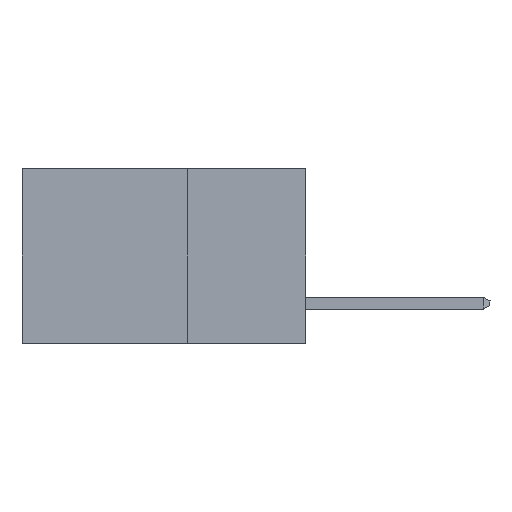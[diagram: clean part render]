
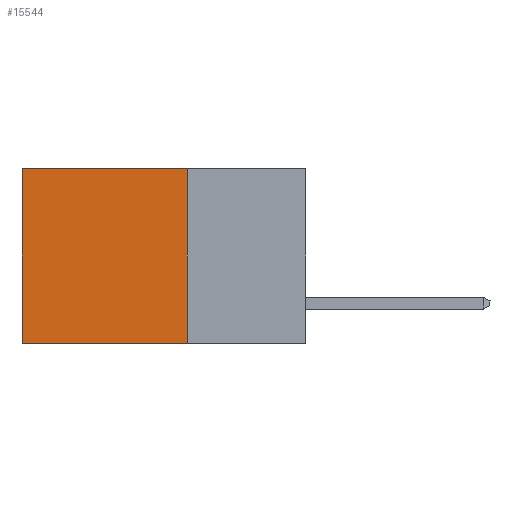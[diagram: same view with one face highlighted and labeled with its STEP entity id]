
A CAD part, left-side view. The second image highlights one B-rep face of the part: STEP entity #15544.
In plain terms, the highlighted planar face has unit normal (-1, 0, 0).
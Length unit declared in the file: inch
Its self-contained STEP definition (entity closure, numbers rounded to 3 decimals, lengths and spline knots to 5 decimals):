
#1225 = VECTOR ( 'NONE', #18110, 39.37008 ) ;
#1231 = VERTEX_POINT ( 'NONE', #10869 ) ;
#1469 = EDGE_CURVE ( 'NONE', #12810, #5547, #9205, .T. ) ;
#1695 = VECTOR ( 'NONE', #9528, 39.37008 ) ;
#2349 = CARTESIAN_POINT ( 'NONE',  ( 0.298, 0.6, 0. ) ) ;
#2853 = DIRECTION ( 'NONE',  ( 0., 0., -1. ) ) ;
#4055 = VECTOR ( 'NONE', #8887, 39.37008 ) ;
#4114 = FACE_OUTER_BOUND ( 'NONE', #12745, .T. ) ;
#4172 = ORIENTED_EDGE ( 'NONE', *, *, #6894, .F. ) ;
#4431 = CARTESIAN_POINT ( 'NONE',  ( 0.298, 0.6, -0.37 ) ) ;
#4796 = CARTESIAN_POINT ( 'NONE',  ( 0.298, 0.25, 0. ) ) ;
#5547 = VERTEX_POINT ( 'NONE', #4431 ) ;
#6348 = ORIENTED_EDGE ( 'NONE', *, *, #6783, .T. ) ;
#6783 = EDGE_CURVE ( 'NONE', #1231, #5547, #7499, .T. ) ;
#6894 = EDGE_CURVE ( 'NONE', #7071, #12810, #17652, .T. ) ;
#6932 = CARTESIAN_POINT ( 'NONE',  ( 0.298, 0.25, 0. ) ) ;
#7071 = VERTEX_POINT ( 'NONE', #14257 ) ;
#7081 = CARTESIAN_POINT ( 'NONE',  ( 0.298, 0.25, 0. ) ) ;
#7499 = LINE ( 'NONE', #2349, #9930 ) ;
#8358 = DIRECTION ( 'NONE',  ( 0., 0., -1. ) ) ;
#8887 = DIRECTION ( 'NONE',  ( 0., 1., 0. ) ) ;
#9153 = LINE ( 'NONE', #4796, #4055 ) ;
#9205 = LINE ( 'NONE', #18355, #1225 ) ;
#9325 = EDGE_CURVE ( 'NONE', #7071, #1231, #9153, .T. ) ;
#9528 = DIRECTION ( 'NONE',  ( 0., 0., -1. ) ) ;
#9930 = VECTOR ( 'NONE', #8358, 39.37008 ) ;
#10869 = CARTESIAN_POINT ( 'NONE',  ( 0.298, 0.6, 0. ) ) ;
#11134 = ORIENTED_EDGE ( 'NONE', *, *, #9325, .T. ) ;
#12745 = EDGE_LOOP ( 'NONE', ( #6348, #18013, #4172, #11134 ) ) ;
#12810 = VERTEX_POINT ( 'NONE', #16812 ) ;
#14099 = DIRECTION ( 'NONE',  ( 1., 0., 0. ) ) ;
#14257 = CARTESIAN_POINT ( 'NONE',  ( 0.298, 0.25, 0. ) ) ;
#15544 = ADVANCED_FACE ( 'NONE', ( #4114 ), #16773, .F. ) ;
#16196 = AXIS2_PLACEMENT_3D ( 'NONE', #7081, #14099, #2853 ) ;
#16773 = PLANE ( 'NONE',  #16196 ) ;
#16812 = CARTESIAN_POINT ( 'NONE',  ( 0.298, 0.25, -0.37 ) ) ;
#17652 = LINE ( 'NONE', #6932, #1695 ) ;
#18013 = ORIENTED_EDGE ( 'NONE', *, *, #1469, .F. ) ;
#18110 = DIRECTION ( 'NONE',  ( 0., 1., 0. ) ) ;
#18355 = CARTESIAN_POINT ( 'NONE',  ( 0.298, 0.25, -0.37 ) ) ;
